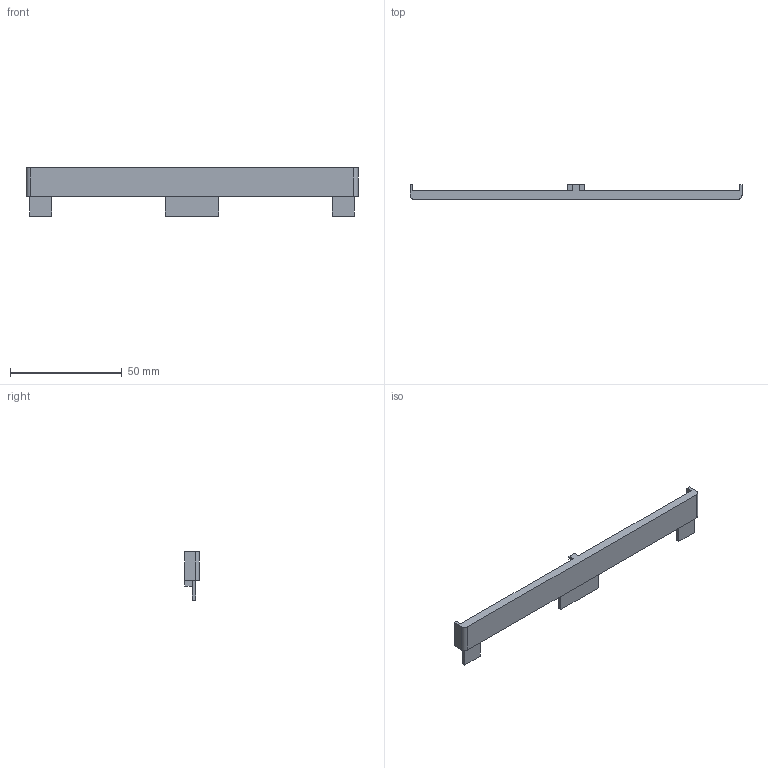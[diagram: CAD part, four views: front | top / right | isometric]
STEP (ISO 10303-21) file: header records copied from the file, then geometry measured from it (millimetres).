
FILE_DESCRIPTION(/* description */ ('Unknown'),/* implementation_level */ '2;1');
FILE_NAME(/* name */ 'Backlight',/* time_stamp */ '2023-11-12T03:45:27+00:00',/* author */ ('Unknown'),/* organization */ ('Unknown'),/* preprocessor_version */ 'ST-DEVELOPER v18.1',/* originating_system */ 'Solid Edge',/* authorisation */ 'Unknown');
FILE_SCHEMA (('AUTOMOTIVE_DESIGN {1 0 10303 214 3 1 1}'));
Length unit declared in the file: millimetre
Products named in the file (1): Backlight
Bounding box: 148.86 x 6.6 x 21.68 mm (x, y, z)
Volume: 4623.8 mm3; surface area: 6524.9 mm2
Topology: 1 solids, 1 shells, 42 faces, 115 edges, 76 vertices
Faces by surface type: plane 38, cylinder 4
Entity records: 1343 total; most frequent: CARTESIAN_POINT 234, ORIENTED_EDGE 230, DIRECTION 211, EDGE_CURVE 115, LINE 105, VECTOR 105, VERTEX_POINT 76, AXIS2_PLACEMENT_3D 53
